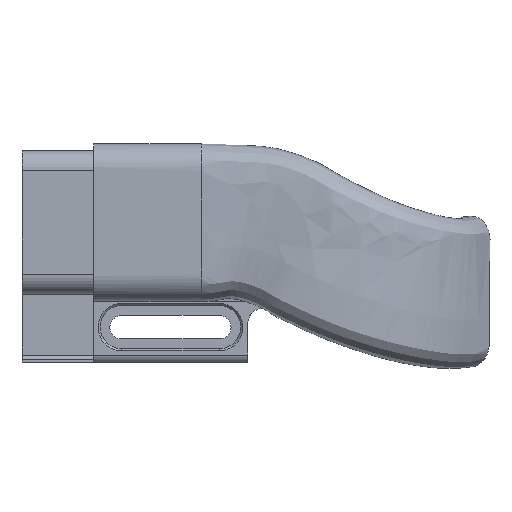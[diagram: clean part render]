
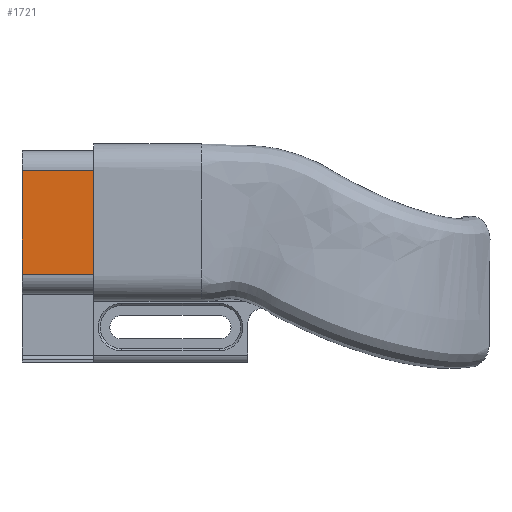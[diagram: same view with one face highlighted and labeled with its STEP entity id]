
A CAD part, left-side view. The second image highlights one B-rep face of the part: STEP entity #1721.
In plain terms, the highlighted planar face has unit normal (-1, 0, 0).
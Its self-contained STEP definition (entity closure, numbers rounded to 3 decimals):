
#279=FACE_OUTER_BOUND('',#374,.T.);
#374=EDGE_LOOP('',(#1373,#1374,#1375,#1376));
#465=LINE('',#9496,#578);
#467=LINE('',#9502,#580);
#468=LINE('',#9504,#581);
#469=LINE('',#9505,#582);
#578=VECTOR('',#1948,10.);
#580=VECTOR('',#1954,10.);
#581=VECTOR('',#1955,10.);
#582=VECTOR('',#1956,10.);
#776=VERTEX_POINT('',#9493);
#777=VERTEX_POINT('',#9495);
#779=VERTEX_POINT('',#9501);
#780=VERTEX_POINT('',#9503);
#993=EDGE_CURVE('',#776,#777,#465,.T.);
#996=EDGE_CURVE('',#776,#779,#467,.T.);
#997=EDGE_CURVE('',#779,#780,#468,.T.);
#998=EDGE_CURVE('',#777,#780,#469,.T.);
#1373=ORIENTED_EDGE('',*,*,#996,.T.);
#1374=ORIENTED_EDGE('',*,*,#997,.T.);
#1375=ORIENTED_EDGE('',*,*,#998,.F.);
#1376=ORIENTED_EDGE('',*,*,#993,.F.);
#1654=PLANE('',#1798);
#1721=ADVANCED_FACE('',(#279),#1654,.T.);
#1798=AXIS2_PLACEMENT_3D('',#9500,#1952,#1953);
#1948=DIRECTION('',(0.,1.,0.));
#1952=DIRECTION('center_axis',(-1.,0.,0.));
#1953=DIRECTION('ref_axis',(0.,0.,1.));
#1954=DIRECTION('',(0.,0.,1.));
#1955=DIRECTION('',(0.,1.,0.));
#1956=DIRECTION('',(0.,0.,1.));
#9493=CARTESIAN_POINT('',(-27.962,54.352,5.385));
#9495=CARTESIAN_POINT('',(-27.962,64.352,5.385));
#9496=CARTESIAN_POINT('',(-27.962,49.352,5.385));
#9500=CARTESIAN_POINT('Origin',(-27.962,49.352,5.385));
#9501=CARTESIAN_POINT('',(-27.962,54.352,19.785));
#9502=CARTESIAN_POINT('',(-27.962,54.352,9.485));
#9503=CARTESIAN_POINT('',(-27.962,64.352,19.785));
#9504=CARTESIAN_POINT('',(-27.962,49.352,19.785));
#9505=CARTESIAN_POINT('',(-27.962,64.352,19.785));
